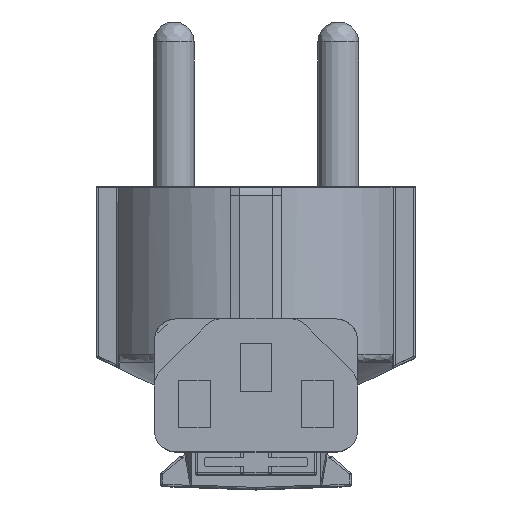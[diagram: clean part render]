
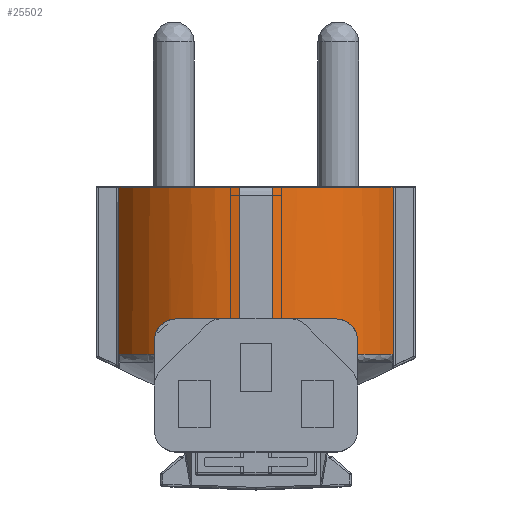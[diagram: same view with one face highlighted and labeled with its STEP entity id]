
A CAD part, top view. The second image highlights one B-rep face of the part: STEP entity #25502.
In plain terms, the highlighted cylindrical face has radius 18 mm (diameter 36 mm), a partial arc.
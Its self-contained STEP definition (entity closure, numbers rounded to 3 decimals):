
#150 = ORIENTED_EDGE ( 'NONE', *, *, #35220, .T. ) ;
#659 = CARTESIAN_POINT ( 'NONE',  ( 0., 7., -202. ) ) ;
#824 = AXIS2_PLACEMENT_3D ( 'NONE', #51070, #26189, #1440 ) ;
#927 = CARTESIAN_POINT ( 'NONE',  ( 9.75, 7., -186.869 ) ) ;
#1091 = VERTEX_POINT ( 'NONE', #49073 ) ;
#1440 = DIRECTION ( 'NONE',  ( -1., 0., 0. ) ) ;
#2430 = DIRECTION ( 'NONE',  ( -1., 0., 0. ) ) ;
#2565 = ORIENTED_EDGE ( 'NONE', *, *, #46689, .T. ) ;
#3276 = VECTOR ( 'NONE', #35411, 1000. ) ;
#3337 = CARTESIAN_POINT ( 'NONE',  ( 0., 9.363, -202. ) ) ;
#3602 = EDGE_CURVE ( 'NONE', #34421, #51795, #34866, .T. ) ;
#3812 = CYLINDRICAL_SURFACE ( 'NONE', #18328, 18. ) ;
#3952 = CARTESIAN_POINT ( 'NONE',  ( -10.11, 7., -187.107 ) ) ;
#4527 = VERTEX_POINT ( 'NONE', #51978 ) ;
#4850 = DIRECTION ( 'NONE',  ( -1., 0., 0. ) ) ;
#4960 = CIRCLE ( 'NONE', #824, 18. ) ;
#5372 = VERTEX_POINT ( 'NONE', #37645 ) ;
#5441 = ORIENTED_EDGE ( 'NONE', *, *, #41172, .T. ) ;
#6454 = AXIS2_PLACEMENT_3D ( 'NONE', #32901, #8167, #41248 ) ;
#6498 = CARTESIAN_POINT ( 'NONE',  ( -15.82, 6.363, -193.413 ) ) ;
#7524 = DIRECTION ( 'NONE',  ( -1., 0., 0. ) ) ;
#8167 = DIRECTION ( 'NONE',  ( 0., 1., 0. ) ) ;
#8340 = DIRECTION ( 'NONE',  ( 0., 1., 0. ) ) ;
#8648 = CARTESIAN_POINT ( 'NONE',  ( -9.75, 7., -186.869 ) ) ;
#10877 = EDGE_CURVE ( 'NONE', #34812, #18934, #17850, .T. ) ;
#11822 = CARTESIAN_POINT ( 'NONE',  ( 15.82, 6.363, -193.413 ) ) ;
#12711 = DIRECTION ( 'NONE',  ( 0., -1., 0. ) ) ;
#13187 = VERTEX_POINT ( 'NONE', #3952 ) ;
#13337 = EDGE_LOOP ( 'NONE', ( #5441, #35660, #34602, #44908, #21673, #51557, #2565, #40643, #22911, #150, #17467, #40440, #21355, #35132 ) ) ;
#14343 = VERTEX_POINT ( 'NONE', #31946 ) ;
#14814 = VECTOR ( 'NONE', #32367, 1000. ) ;
#17467 = ORIENTED_EDGE ( 'NONE', *, *, #44421, .T. ) ;
#17850 = LINE ( 'NONE', #19303, #38541 ) ;
#18328 = AXIS2_PLACEMENT_3D ( 'NONE', #53463, #36954, #49275 ) ;
#18452 = CARTESIAN_POINT ( 'NONE',  ( 0., 26.263, -202. ) ) ;
#18563 = AXIS2_PLACEMENT_3D ( 'NONE', #3337, #32242, #7524 ) ;
#18934 = VERTEX_POINT ( 'NONE', #46041 ) ;
#19273 = DIRECTION ( 'NONE',  ( 0., 1., 0. ) ) ;
#19303 = CARTESIAN_POINT ( 'NONE',  ( 1.9, 6.363, -184.101 ) ) ;
#21169 = CIRCLE ( 'NONE', #27077, 18. ) ;
#21274 = CARTESIAN_POINT ( 'NONE',  ( 1.9, 26.263, -184.101 ) ) ;
#21355 = ORIENTED_EDGE ( 'NONE', *, *, #52674, .T. ) ;
#21673 = ORIENTED_EDGE ( 'NONE', *, *, #10877, .T. ) ;
#22433 = CARTESIAN_POINT ( 'NONE',  ( 0., 7., -202. ) ) ;
#22582 = DIRECTION ( 'NONE',  ( -1., 0., 0. ) ) ;
#22614 = EDGE_CURVE ( 'NONE', #18934, #34544, #37706, .T. ) ;
#22769 = DIRECTION ( 'NONE',  ( 0., 1., 0. ) ) ;
#22911 = ORIENTED_EDGE ( 'NONE', *, *, #48320, .T. ) ;
#24830 = AXIS2_PLACEMENT_3D ( 'NONE', #52011, #27143, #2430 ) ;
#25037 = CIRCLE ( 'NONE', #40171, 18. ) ;
#25275 = EDGE_CURVE ( 'NONE', #4527, #1091, #44615, .T. ) ;
#25502 = ADVANCED_FACE ( 'NONE', ( #36803 ), #3812, .T. ) ;
#25962 = VERTEX_POINT ( 'NONE', #52819 ) ;
#26189 = DIRECTION ( 'NONE',  ( 0., 1., 0. ) ) ;
#26564 = DIRECTION ( 'NONE',  ( -1., 0., 0. ) ) ;
#27077 = AXIS2_PLACEMENT_3D ( 'NONE', #33071, #8340, #37264 ) ;
#27143 = DIRECTION ( 'NONE',  ( 0., 1., 0. ) ) ;
#29568 = DIRECTION ( 'NONE',  ( 0., 1., 0. ) ) ;
#29941 = VECTOR ( 'NONE', #19273, 1000. ) ;
#31946 = CARTESIAN_POINT ( 'NONE',  ( -1.9, 26.263, -184.101 ) ) ;
#32154 = AXIS2_PLACEMENT_3D ( 'NONE', #18452, #47417, #22582 ) ;
#32242 = DIRECTION ( 'NONE',  ( 0., -1., 0. ) ) ;
#32367 = DIRECTION ( 'NONE',  ( 0., 1., 0. ) ) ;
#32418 = VERTEX_POINT ( 'NONE', #927 ) ;
#32901 = CARTESIAN_POINT ( 'NONE',  ( 0., 7., -202. ) ) ;
#33071 = CARTESIAN_POINT ( 'NONE',  ( 0., 7., -202. ) ) ;
#33601 = CARTESIAN_POINT ( 'NONE',  ( 15.82, 26.263, -193.413 ) ) ;
#34421 = VERTEX_POINT ( 'NONE', #51377 ) ;
#34544 = VERTEX_POINT ( 'NONE', #48613 ) ;
#34602 = ORIENTED_EDGE ( 'NONE', *, *, #50850, .T. ) ;
#34755 = CIRCLE ( 'NONE', #42672, 18. ) ;
#34812 = VERTEX_POINT ( 'NONE', #21274 ) ;
#34866 = CIRCLE ( 'NONE', #6454, 18. ) ;
#35011 = LINE ( 'NONE', #6498, #3276 ) ;
#35132 = ORIENTED_EDGE ( 'NONE', *, *, #53564, .T. ) ;
#35220 = EDGE_CURVE ( 'NONE', #49973, #13187, #25037, .T. ) ;
#35411 = DIRECTION ( 'NONE',  ( 0., -1., 0. ) ) ;
#35599 = CARTESIAN_POINT ( 'NONE',  ( -15.82, 7., -193.413 ) ) ;
#35660 = ORIENTED_EDGE ( 'NONE', *, *, #25275, .T. ) ;
#35946 = EDGE_CURVE ( 'NONE', #50156, #34812, #34755, .T. ) ;
#36803 = FACE_OUTER_BOUND ( 'NONE', #13337, .T. ) ;
#36954 = DIRECTION ( 'NONE',  ( 0., -1., 0. ) ) ;
#37264 = DIRECTION ( 'NONE',  ( -1., 0., 0. ) ) ;
#37474 = CARTESIAN_POINT ( 'NONE',  ( 0., 26.263, -202. ) ) ;
#37645 = CARTESIAN_POINT ( 'NONE',  ( -15.82, 26.263, -193.413 ) ) ;
#37706 = CIRCLE ( 'NONE', #18563, 18. ) ;
#38541 = VECTOR ( 'NONE', #44115, 1000. ) ;
#40171 = AXIS2_PLACEMENT_3D ( 'NONE', #659, #29568, #4850 ) ;
#40440 = ORIENTED_EDGE ( 'NONE', *, *, #3602, .T. ) ;
#40643 = ORIENTED_EDGE ( 'NONE', *, *, #42932, .T. ) ;
#41172 = EDGE_CURVE ( 'NONE', #25962, #4527, #53757, .T. ) ;
#41248 = DIRECTION ( 'NONE',  ( -1., 0., 0. ) ) ;
#41631 = DIRECTION ( 'NONE',  ( -1., 0., 0. ) ) ;
#42486 = CIRCLE ( 'NONE', #53071, 18. ) ;
#42672 = AXIS2_PLACEMENT_3D ( 'NONE', #37474, #12711, #41631 ) ;
#42932 = EDGE_CURVE ( 'NONE', #14343, #5372, #46496, .T. ) ;
#44115 = DIRECTION ( 'NONE',  ( 0., -1., 0. ) ) ;
#44421 = EDGE_CURVE ( 'NONE', #13187, #34421, #42486, .T. ) ;
#44615 = CIRCLE ( 'NONE', #24830, 18. ) ;
#44908 = ORIENTED_EDGE ( 'NONE', *, *, #35946, .T. ) ;
#46041 = CARTESIAN_POINT ( 'NONE',  ( 1.9, 9.363, -184.101 ) ) ;
#46496 = CIRCLE ( 'NONE', #32154, 18. ) ;
#46578 = LINE ( 'NONE', #11822, #14814 ) ;
#46689 = EDGE_CURVE ( 'NONE', #34544, #14343, #52000, .T. ) ;
#47417 = DIRECTION ( 'NONE',  ( 0., -1., 0. ) ) ;
#47601 = CARTESIAN_POINT ( 'NONE',  ( 0., 7., -202. ) ) ;
#48252 = CARTESIAN_POINT ( 'NONE',  ( -1.9, 6.363, -184.101 ) ) ;
#48320 = EDGE_CURVE ( 'NONE', #5372, #49973, #35011, .T. ) ;
#48613 = CARTESIAN_POINT ( 'NONE',  ( -1.9, 9.363, -184.101 ) ) ;
#49073 = CARTESIAN_POINT ( 'NONE',  ( 15.82, 7., -193.413 ) ) ;
#49275 = DIRECTION ( 'NONE',  ( -1., 0., 0. ) ) ;
#49973 = VERTEX_POINT ( 'NONE', #35599 ) ;
#50156 = VERTEX_POINT ( 'NONE', #33601 ) ;
#50850 = EDGE_CURVE ( 'NONE', #1091, #50156, #46578, .T. ) ;
#51070 = CARTESIAN_POINT ( 'NONE',  ( 0., 7., -202. ) ) ;
#51377 = CARTESIAN_POINT ( 'NONE',  ( -9.778, 7., -186.887 ) ) ;
#51434 = DIRECTION ( 'NONE',  ( 0., 1., 0. ) ) ;
#51557 = ORIENTED_EDGE ( 'NONE', *, *, #22614, .T. ) ;
#51773 = DIRECTION ( 'NONE',  ( -1., 0., 0. ) ) ;
#51795 = VERTEX_POINT ( 'NONE', #8648 ) ;
#51978 = CARTESIAN_POINT ( 'NONE',  ( 10.11, 7., -187.107 ) ) ;
#52000 = LINE ( 'NONE', #48252, #29941 ) ;
#52011 = CARTESIAN_POINT ( 'NONE',  ( 0., 7., -202. ) ) ;
#52674 = EDGE_CURVE ( 'NONE', #51795, #32418, #21169, .T. ) ;
#52819 = CARTESIAN_POINT ( 'NONE',  ( 9.778, 7., -186.887 ) ) ;
#53071 = AXIS2_PLACEMENT_3D ( 'NONE', #47601, #22769, #51773 ) ;
#53322 = AXIS2_PLACEMENT_3D ( 'NONE', #22433, #51434, #26564 ) ;
#53463 = CARTESIAN_POINT ( 'NONE',  ( 0., 6.363, -202. ) ) ;
#53564 = EDGE_CURVE ( 'NONE', #32418, #25962, #4960, .T. ) ;
#53757 = CIRCLE ( 'NONE', #53322, 18. ) ;
